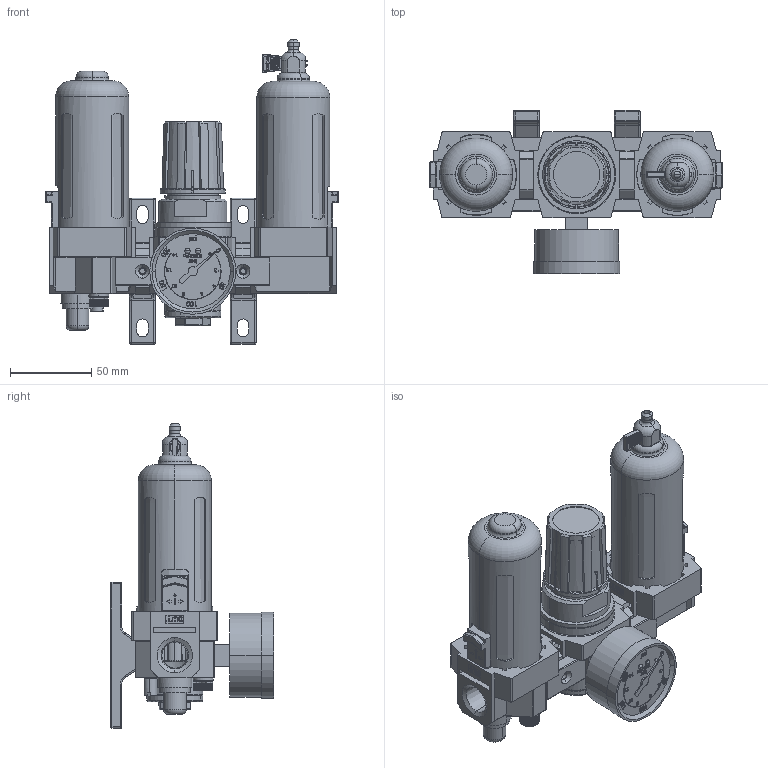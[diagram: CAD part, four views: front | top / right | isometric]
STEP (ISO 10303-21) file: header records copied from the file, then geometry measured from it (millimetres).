
FILE_DESCRIPTION (( 'STEP AP214' ), '1' );
FILE_NAME ('C50.STEP', '2021-11-05T05:38:37', ( 'User' ), ( '' ), 'SwSTEP 2.0', 'SolidWorks 2014', '' );
FILE_SCHEMA (( 'AUTOMOTIVE_DESIGN' ));
Length unit declared in the file: millimetre
Products named in the file (50): R5001-4; C5049; R50調壓座; L5002; C5048; r5015-1; F5020; C5047; F5012; F50; F5010; F5003; F5001; L50; C50; L8013; L8016; L8015; L50調油螺絲; L5001-A; R5010; 2-埋入式壓力錶; R50反向錶
Assembly tree (30 placements, depth 3):
  R5001-4
  C5049
  L5002
  C5048
  F5020
Bounding box: 180.31 x 100.65 x 187.7 mm (x, y, z)
Volume: 402728.9 mm3; surface area: 247547.7 mm2
Topology: 25 solids, 25 shells, 3489 faces, 8864 edges, 5584 vertices
Faces by surface type: plane 1569, cylinder 1042, bspline 452, torus 191, cone 181, sphere 54
Entity records: 116722 total; most frequent: CARTESIAN_POINT 40669, ORIENTED_EDGE 15584, DIRECTION 14235, EDGE_CURVE 7792, AXIS2_PLACEMENT_3D 5006, VERTEX_POINT 4958, VECTOR 4223, LINE 4223
